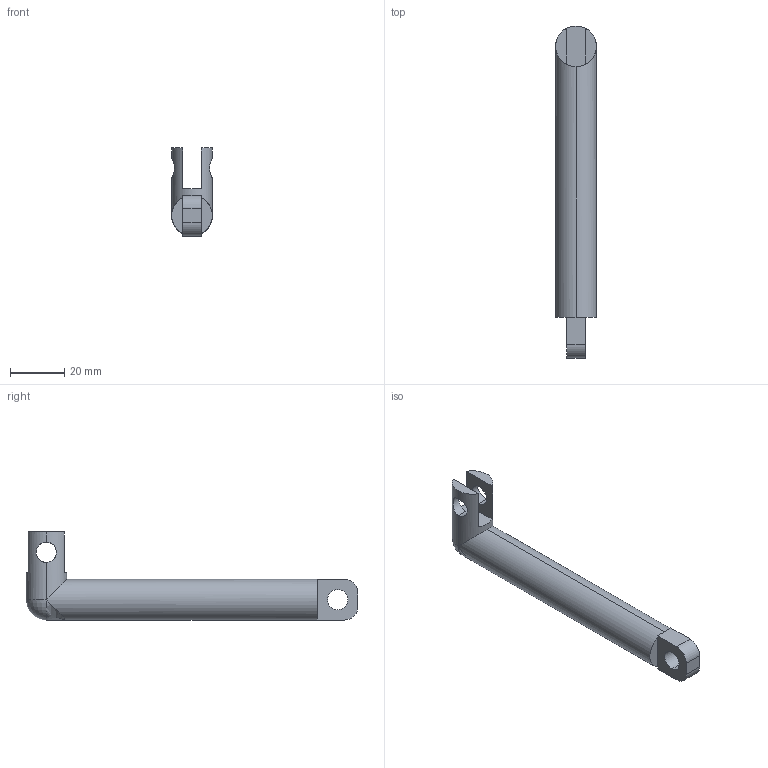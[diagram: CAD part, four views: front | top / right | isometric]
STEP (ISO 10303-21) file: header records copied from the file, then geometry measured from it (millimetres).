
FILE_DESCRIPTION (( 'STEP AP203' ), '1' );
FILE_NAME ('siderod - Copy_Default_sldprt.STEP', '2021-04-01T17:28:34', ( '' ), ( '' ), 'SwSTEP 2.0', 'SolidWorks 2020', '' );
FILE_SCHEMA (( 'CONFIG_CONTROL_DESIGN' ));
Length unit declared in the file: millimetre
Products named in the file (1): siderod - Copy_Default_sldprt
Bounding box: 15 x 122.5 x 32.5 mm (x, y, z)
Volume: 21314.9 mm3; surface area: 7054.4 mm2
Topology: 1 solids, 1 shells, 36 faces, 90 edges, 52 vertices
Faces by surface type: plane 17, cylinder 14, torus 3, bspline 2
Entity records: 1463 total; most frequent: CARTESIAN_POINT 543, DIRECTION 180, ORIENTED_EDGE 176, EDGE_CURVE 88, AXIS2_PLACEMENT_3D 69, VERTEX_POINT 52, LINE 42, VECTOR 42
